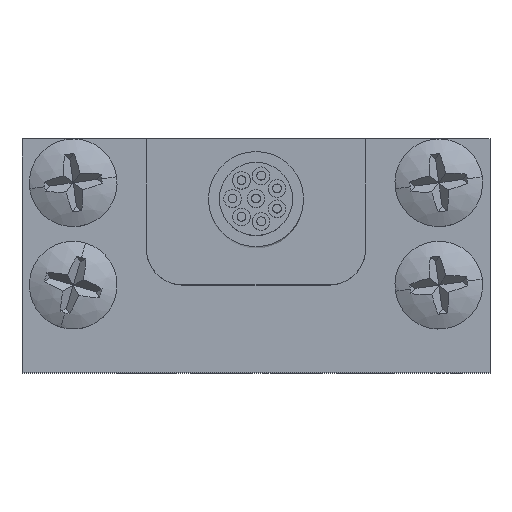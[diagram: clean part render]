
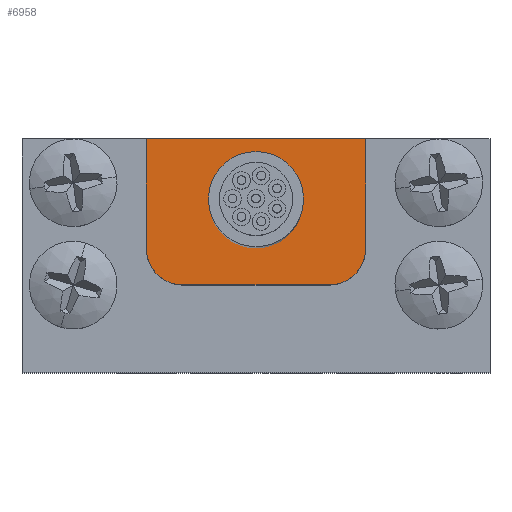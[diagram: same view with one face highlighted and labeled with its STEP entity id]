
A CAD part, top view. The second image highlights one B-rep face of the part: STEP entity #6958.
In plain terms, the highlighted planar face has unit normal (0, 0, 1).
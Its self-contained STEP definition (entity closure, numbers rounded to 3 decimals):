
#141 = CARTESIAN_POINT ( 'NONE',  ( 5., -2., 22. ) ) ;
#250 = CARTESIAN_POINT ( 'NONE',  ( -7.5, -2., 22. ) ) ;
#851 = FACE_OUTER_BOUND ( 'NONE', #9854, .T. ) ;
#1408 = DIRECTION ( 'NONE',  ( 0., 1., 0. ) ) ;
#2102 = VERTEX_POINT ( 'NONE', #10726 ) ;
#2108 = CIRCLE ( 'NONE', #5364, 2.5 ) ;
#2117 = DIRECTION ( 'NONE',  ( 1., 0., 0. ) ) ;
#2233 = VECTOR ( 'NONE', #6504, 1000. ) ;
#2238 = LINE ( 'NONE', #11461, #9498 ) ;
#2258 = CARTESIAN_POINT ( 'NONE',  ( 5., 0.5, 22. ) ) ;
#2277 = EDGE_CURVE ( 'NONE', #7990, #9079, #2108, .T. ) ;
#2597 = ORIENTED_EDGE ( 'NONE', *, *, #6870, .T. ) ;
#2624 = DIRECTION ( 'NONE',  ( 1., 0., 0. ) ) ;
#2887 = CARTESIAN_POINT ( 'NONE',  ( 7.5, -2., 22. ) ) ;
#3186 = DIRECTION ( 'NONE',  ( 1., 0., 0. ) ) ;
#3462 = CARTESIAN_POINT ( 'NONE',  ( -7.5, 0.5, 22. ) ) ;
#3637 = CARTESIAN_POINT ( 'NONE',  ( -5., 0.5, 22. ) ) ;
#3876 = AXIS2_PLACEMENT_3D ( 'NONE', #9666, #11537, #6052 ) ;
#4366 = LINE ( 'NONE', #2887, #2233 ) ;
#4528 = ORIENTED_EDGE ( 'NONE', *, *, #4560, .T. ) ;
#4553 = DIRECTION ( 'NONE',  ( 1., 0., 0. ) ) ;
#4560 = EDGE_CURVE ( 'NONE', #9890, #11598, #4366, .T. ) ;
#4726 = CIRCLE ( 'NONE', #8374, 2.5 ) ;
#5093 = PLANE ( 'NONE',  #3876 ) ;
#5364 = AXIS2_PLACEMENT_3D ( 'NONE', #3637, #10029, #4553 ) ;
#5375 = CARTESIAN_POINT ( 'NONE',  ( -5., -2., 22. ) ) ;
#5796 = LINE ( 'NONE', #250, #8229 ) ;
#5988 = ORIENTED_EDGE ( 'NONE', *, *, #8013, .F. ) ;
#6050 = CARTESIAN_POINT ( 'NONE',  ( 7.5, 8., 22. ) ) ;
#6052 = DIRECTION ( 'NONE',  ( 1., 0., 0. ) ) ;
#6504 = DIRECTION ( 'NONE',  ( 0., 1., 0. ) ) ;
#6870 = EDGE_CURVE ( 'NONE', #11059, #9890, #4726, .T. ) ;
#6958 = ADVANCED_FACE ( 'NONE', ( #851 ), #5093, .T. ) ;
#7163 = CARTESIAN_POINT ( 'NONE',  ( -7.5, 8., 22. ) ) ;
#7530 = VECTOR ( 'NONE', #2624, 1000. ) ;
#7693 = ORIENTED_EDGE ( 'NONE', *, *, #9697, .T. ) ;
#7809 = CARTESIAN_POINT ( 'NONE',  ( 7.5, 0.5, 22. ) ) ;
#7990 = VERTEX_POINT ( 'NONE', #3462 ) ;
#8013 = EDGE_CURVE ( 'NONE', #2102, #11598, #9973, .T. ) ;
#8229 = VECTOR ( 'NONE', #2117, 1000. ) ;
#8294 = ORIENTED_EDGE ( 'NONE', *, *, #2277, .T. ) ;
#8374 = AXIS2_PLACEMENT_3D ( 'NONE', #2258, #8638, #3186 ) ;
#8638 = DIRECTION ( 'NONE',  ( 0., 0., 1. ) ) ;
#9079 = VERTEX_POINT ( 'NONE', #5375 ) ;
#9355 = EDGE_CURVE ( 'NONE', #7990, #2102, #2238, .T. ) ;
#9498 = VECTOR ( 'NONE', #1408, 1000. ) ;
#9666 = CARTESIAN_POINT ( 'NONE',  ( -7.5, -2., 22. ) ) ;
#9697 = EDGE_CURVE ( 'NONE', #9079, #11059, #5796, .T. ) ;
#9854 = EDGE_LOOP ( 'NONE', ( #11870, #8294, #7693, #2597, #4528, #5988 ) ) ;
#9890 = VERTEX_POINT ( 'NONE', #7809 ) ;
#9973 = LINE ( 'NONE', #7163, #7530 ) ;
#10029 = DIRECTION ( 'NONE',  ( 0., 0., 1. ) ) ;
#10726 = CARTESIAN_POINT ( 'NONE',  ( -7.5, 8., 22. ) ) ;
#11059 = VERTEX_POINT ( 'NONE', #141 ) ;
#11461 = CARTESIAN_POINT ( 'NONE',  ( -7.5, -2., 22. ) ) ;
#11537 = DIRECTION ( 'NONE',  ( 0., 0., 1. ) ) ;
#11598 = VERTEX_POINT ( 'NONE', #6050 ) ;
#11870 = ORIENTED_EDGE ( 'NONE', *, *, #9355, .F. ) ;
